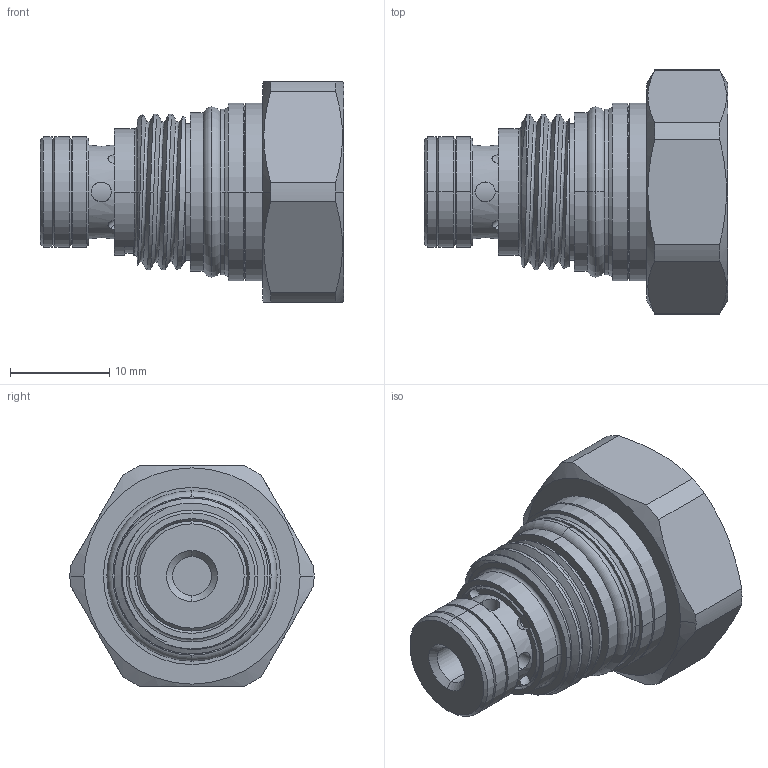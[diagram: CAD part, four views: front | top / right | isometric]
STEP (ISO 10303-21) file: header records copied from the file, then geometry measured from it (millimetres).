
FILE_DESCRIPTION (( 'STEP AP203' ), '1' );
FILE_NAME ('CV8A20-N.STEP', '2020-12-22T02:58:31', ( '' ), ( '' ), 'SwSTEP 2.0', 'SolidWorks 2018', '' );
FILE_SCHEMA (( 'CONFIG_CONTROL_DESIGN' ));
Length unit declared in the file: millimetre
Products named in the file (1): CV8A20-N
Bounding box: 30.58 x 24.6 x 22.22 mm (x, y, z)
Volume: 6900.6 mm3; surface area: 3152.3 mm2
Topology: 2 solids, 3 shells, 155 faces, 370 edges, 235 vertices
Faces by surface type: cylinder 81, plane 33, cone 32, torus 6, bspline 3
Entity records: 6416 total; most frequent: CARTESIAN_POINT 2868, ORIENTED_EDGE 740, DIRECTION 717, EDGE_CURVE 370, AXIS2_PLACEMENT_3D 309, VERTEX_POINT 235, EDGE_LOOP 173, CIRCLE 156
